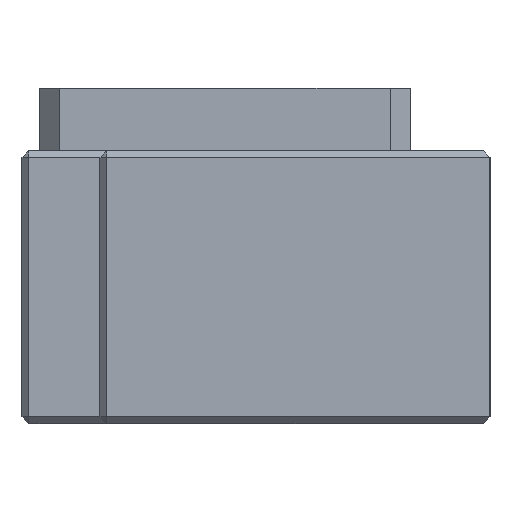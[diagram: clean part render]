
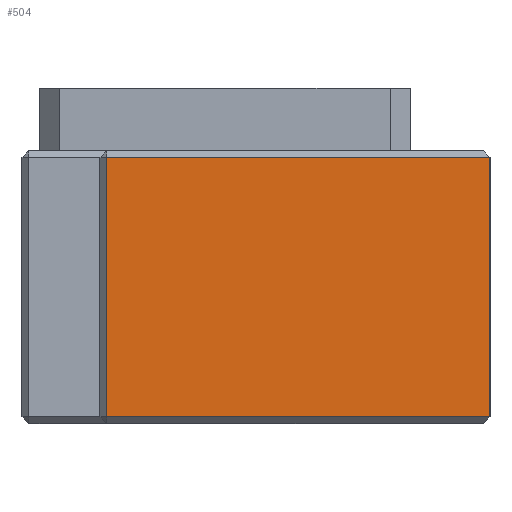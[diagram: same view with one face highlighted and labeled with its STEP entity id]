
A CAD part, left-side view. The second image highlights one B-rep face of the part: STEP entity #504.
In plain terms, the highlighted planar face has unit normal (-1, 0, 0).
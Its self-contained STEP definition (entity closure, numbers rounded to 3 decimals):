
#30 = DIRECTION ( 'NONE',  ( 0., 1., 0. ) ) ;
#90 = VERTEX_POINT ( 'NONE', #596 ) ;
#222 = LINE ( 'NONE', #2343, #3435 ) ;
#495 = CARTESIAN_POINT ( 'NONE',  ( -44., 50., 17.5 ) ) ;
#504 = ADVANCED_FACE ( 'NONE', ( #4136 ), #5132, .F. ) ;
#596 = CARTESIAN_POINT ( 'NONE',  ( -44., 0., -16.62 ) ) ;
#635 = ORIENTED_EDGE ( 'NONE', *, *, #1295, .T. ) ;
#643 = CARTESIAN_POINT ( 'NONE',  ( -44., 49.12, -16.62 ) ) ;
#725 = ORIENTED_EDGE ( 'NONE', *, *, #1717, .T. ) ;
#770 = VERTEX_POINT ( 'NONE', #2866 ) ;
#849 = LINE ( 'NONE', #5258, #4190 ) ;
#943 = ORIENTED_EDGE ( 'NONE', *, *, #5027, .T. ) ;
#1237 = CARTESIAN_POINT ( 'NONE',  ( -44., 49.12, 16.62 ) ) ;
#1262 = VECTOR ( 'NONE', #1657, 1000. ) ;
#1295 = EDGE_CURVE ( 'NONE', #1741, #1544, #849, .T. ) ;
#1544 = VERTEX_POINT ( 'NONE', #643 ) ;
#1657 = DIRECTION ( 'NONE',  ( 0., -1., 0. ) ) ;
#1717 = EDGE_CURVE ( 'NONE', #1544, #90, #2196, .T. ) ;
#1741 = VERTEX_POINT ( 'NONE', #1237 ) ;
#1933 = CARTESIAN_POINT ( 'NONE',  ( -44., 50., 16.62 ) ) ;
#2031 = DIRECTION ( 'NONE',  ( 0., 1., 0. ) ) ;
#2196 = LINE ( 'NONE', #4911, #1262 ) ;
#2343 = CARTESIAN_POINT ( 'NONE',  ( -44., 0., 17.5 ) ) ;
#2604 = DIRECTION ( 'NONE',  ( 1., 0., 0. ) ) ;
#2725 = DIRECTION ( 'NONE',  ( 0., 0., -1. ) ) ;
#2866 = CARTESIAN_POINT ( 'NONE',  ( -44., 0., 16.62 ) ) ;
#3435 = VECTOR ( 'NONE', #4559, 1000. ) ;
#4136 = FACE_OUTER_BOUND ( 'NONE', #4199, .T. ) ;
#4190 = VECTOR ( 'NONE', #2725, 1000. ) ;
#4199 = EDGE_LOOP ( 'NONE', ( #635, #725, #4317, #943 ) ) ;
#4283 = EDGE_CURVE ( 'NONE', #770, #90, #222, .T. ) ;
#4317 = ORIENTED_EDGE ( 'NONE', *, *, #4283, .F. ) ;
#4408 = VECTOR ( 'NONE', #2031, 1000. ) ;
#4559 = DIRECTION ( 'NONE',  ( 0., 0., -1. ) ) ;
#4911 = CARTESIAN_POINT ( 'NONE',  ( -44., 50., -16.62 ) ) ;
#5027 = EDGE_CURVE ( 'NONE', #770, #1741, #5413, .T. ) ;
#5104 = AXIS2_PLACEMENT_3D ( 'NONE', #495, #2604, #30 ) ;
#5132 = PLANE ( 'NONE',  #5104 ) ;
#5258 = CARTESIAN_POINT ( 'NONE',  ( -44., 49.12, 17.5 ) ) ;
#5413 = LINE ( 'NONE', #1933, #4408 ) ;
